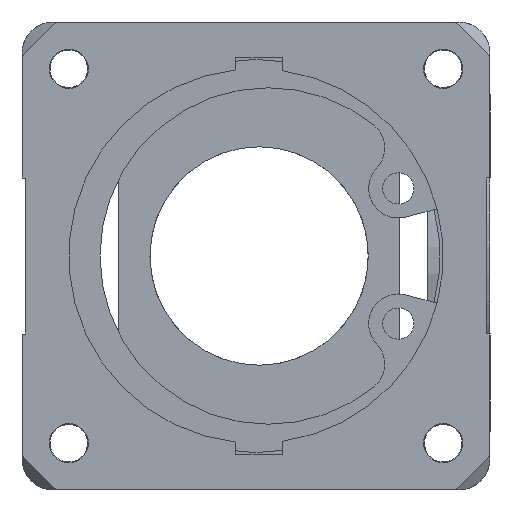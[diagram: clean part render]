
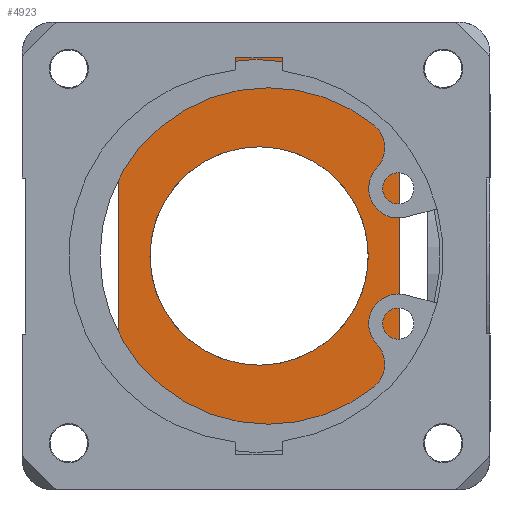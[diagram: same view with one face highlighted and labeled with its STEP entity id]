
A CAD part, left-side view. The second image highlights one B-rep face of the part: STEP entity #4923.
In plain terms, the highlighted planar face has unit normal (-1, 0, 0).
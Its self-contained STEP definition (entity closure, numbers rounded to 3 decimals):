
#1 = ORIENTED_EDGE ( 'NONE', *, *, #10524, .F. ) ;
#270 = VERTEX_POINT ( 'NONE', #9518 ) ;
#380 = DIRECTION ( 'NONE',  ( 0., 0., 1. ) ) ;
#403 = ORIENTED_EDGE ( 'NONE', *, *, #7727, .F. ) ;
#428 = CARTESIAN_POINT ( 'NONE',  ( -21.5, -9.2, -5.879 ) ) ;
#454 = VERTEX_POINT ( 'NONE', #12507 ) ;
#530 = AXIS2_PLACEMENT_3D ( 'NONE', #4409, #5280, #1203 ) ;
#653 = ORIENTED_EDGE ( 'NONE', *, *, #1001, .F. ) ;
#808 = VERTEX_POINT ( 'NONE', #6451 ) ;
#1001 = EDGE_CURVE ( 'NONE', #9161, #5492, #2221, .T. ) ;
#1085 = EDGE_CURVE ( 'NONE', #3630, #7224, #8496, .T. ) ;
#1111 = AXIS2_PLACEMENT_3D ( 'NONE', #12298, #9522, #380 ) ;
#1193 = CARTESIAN_POINT ( 'NONE',  ( -21.5, -0.2, 0. ) ) ;
#1203 = DIRECTION ( 'NONE',  ( 0., 0., 1. ) ) ;
#1247 = DIRECTION ( 'NONE',  ( 1., 0., 0. ) ) ;
#1333 = DIRECTION ( 'NONE',  ( 1., 0., 0. ) ) ;
#1381 = CIRCLE ( 'NONE', #6923, 3. ) ;
#1554 = CARTESIAN_POINT ( 'NONE',  ( -21.5, 1.3, 11.301 ) ) ;
#1651 = ORIENTED_EDGE ( 'NONE', *, *, #6560, .F. ) ;
#1664 = CARTESIAN_POINT ( 'NONE',  ( -21.5, -9.2, 5.879 ) ) ;
#1723 = CARTESIAN_POINT ( 'NONE',  ( -21.5, -0.2, 0. ) ) ;
#1785 = EDGE_CURVE ( 'NONE', #8845, #808, #3803, .T. ) ;
#1897 = DIRECTION ( 'NONE',  ( 0., 0., 1. ) ) ;
#1967 = DIRECTION ( 'NONE',  ( 0., 0., 1. ) ) ;
#1977 = VERTEX_POINT ( 'NONE', #12923 ) ;
#2023 = EDGE_LOOP ( 'NONE', ( #13041, #403, #653, #2958, #1, #4390, #3521, #3363, #1651, #2244, #7220, #3844, #2179 ) ) ;
#2179 = ORIENTED_EDGE ( 'NONE', *, *, #8922, .F. ) ;
#2221 = CIRCLE ( 'NONE', #6886, 11.4 ) ;
#2244 = ORIENTED_EDGE ( 'NONE', *, *, #1085, .F. ) ;
#2260 = CARTESIAN_POINT ( 'NONE',  ( -21.5, -0.2, 7. ) ) ;
#2347 = CARTESIAN_POINT ( 'NONE',  ( -21.5, -6.2, -5.879 ) ) ;
#2378 = CARTESIAN_POINT ( 'NONE',  ( -21.5, 5.8, 5.879 ) ) ;
#2474 = CARTESIAN_POINT ( 'NONE',  ( -21.5, -0.2, 0. ) ) ;
#2809 = EDGE_CURVE ( 'NONE', #808, #1977, #3545, .T. ) ;
#2856 = VECTOR ( 'NONE', #4493, 1000. ) ;
#2862 = VECTOR ( 'NONE', #1967, 1000. ) ;
#2881 = CIRCLE ( 'NONE', #12650, 3. ) ;
#2958 = ORIENTED_EDGE ( 'NONE', *, *, #3870, .F. ) ;
#3026 = CARTESIAN_POINT ( 'NONE',  ( -21.5, -0.2, 0. ) ) ;
#3058 = VERTEX_POINT ( 'NONE', #2260 ) ;
#3196 = VERTEX_POINT ( 'NONE', #7484 ) ;
#3363 = ORIENTED_EDGE ( 'NONE', *, *, #1785, .F. ) ;
#3427 = CARTESIAN_POINT ( 'NONE',  ( -21.5, -8.343, -7.978 ) ) ;
#3521 = ORIENTED_EDGE ( 'NONE', *, *, #2809, .F. ) ;
#3545 = CIRCLE ( 'NONE', #10967, 11.4 ) ;
#3630 = VERTEX_POINT ( 'NONE', #1664 ) ;
#3648 = EDGE_CURVE ( 'NONE', #10755, #3058, #11949, .T. ) ;
#3732 = VECTOR ( 'NONE', #9697, 1000. ) ;
#3795 = DIRECTION ( 'NONE',  ( 0., 0., 1. ) ) ;
#3803 = CIRCLE ( 'NONE', #10364, 11.4 ) ;
#3834 = FACE_OUTER_BOUND ( 'NONE', #2023, .T. ) ;
#3844 = ORIENTED_EDGE ( 'NONE', *, *, #9093, .F. ) ;
#3856 = DIRECTION ( 'NONE',  ( 1., 0., 0. ) ) ;
#3859 = DIRECTION ( 'NONE',  ( 1., 0., 0. ) ) ;
#3870 = EDGE_CURVE ( 'NONE', #270, #9161, #13003, .T. ) ;
#3931 = ORIENTED_EDGE ( 'NONE', *, *, #11920, .T. ) ;
#4065 = CARTESIAN_POINT ( 'NONE',  ( -21.5, -0.2, 12.7 ) ) ;
#4367 = VERTEX_POINT ( 'NONE', #9065 ) ;
#4390 = ORIENTED_EDGE ( 'NONE', *, *, #4990, .F. ) ;
#4409 = CARTESIAN_POINT ( 'NONE',  ( -21.5, -0.2, 0. ) ) ;
#4493 = DIRECTION ( 'NONE',  ( 0., 0., -1. ) ) ;
#4496 = AXIS2_PLACEMENT_3D ( 'NONE', #1723, #3859, #10975 ) ;
#4867 = CARTESIAN_POINT ( 'NONE',  ( -21.5, -6.2, 5.879 ) ) ;
#4890 = DIRECTION ( 'NONE',  ( 1., 0., 0. ) ) ;
#4923 = ADVANCED_FACE ( 'NONE', ( #3834, #10016 ), #6093, .F. ) ;
#4990 = EDGE_CURVE ( 'NONE', #1977, #454, #2881, .T. ) ;
#5199 = AXIS2_PLACEMENT_3D ( 'NONE', #3026, #4890, #8899 ) ;
#5238 = VECTOR ( 'NONE', #9126, 1000. ) ;
#5280 = DIRECTION ( 'NONE',  ( 1., 0., 0. ) ) ;
#5335 = EDGE_CURVE ( 'NONE', #9709, #3630, #1381, .T. ) ;
#5492 = VERTEX_POINT ( 'NONE', #1554 ) ;
#5657 = VECTOR ( 'NONE', #9946, 1000. ) ;
#5874 = CIRCLE ( 'NONE', #10971, 3. ) ;
#5967 = CARTESIAN_POINT ( 'NONE',  ( -21.5, -0.2, 0. ) ) ;
#6093 = PLANE ( 'NONE',  #5199 ) ;
#6212 = CARTESIAN_POINT ( 'NONE',  ( -21.5, 1.3, 12.7 ) ) ;
#6389 = CARTESIAN_POINT ( 'NONE',  ( -21.5, -1.7, 11.301 ) ) ;
#6451 = CARTESIAN_POINT ( 'NONE',  ( -21.5, -0.2, -11.4 ) ) ;
#6560 = EDGE_CURVE ( 'NONE', #7224, #8845, #5874, .T. ) ;
#6584 = CARTESIAN_POINT ( 'NONE',  ( -21.5, -9.2, -5.879 ) ) ;
#6886 = AXIS2_PLACEMENT_3D ( 'NONE', #5967, #3856, #3795 ) ;
#6923 = AXIS2_PLACEMENT_3D ( 'NONE', #4867, #12976, #8930 ) ;
#7168 = EDGE_CURVE ( 'NONE', #3196, #4367, #9318, .T. ) ;
#7220 = ORIENTED_EDGE ( 'NONE', *, *, #5335, .F. ) ;
#7224 = VERTEX_POINT ( 'NONE', #6584 ) ;
#7262 = AXIS2_PLACEMENT_3D ( 'NONE', #2378, #7425, #11496 ) ;
#7282 = CARTESIAN_POINT ( 'NONE',  ( -21.5, -8.343, 7.978 ) ) ;
#7416 = EDGE_LOOP ( 'NONE', ( #11668, #3931 ) ) ;
#7425 = DIRECTION ( 'NONE',  ( 1., 0., 0. ) ) ;
#7484 = CARTESIAN_POINT ( 'NONE',  ( -21.5, 1.3, 12.7 ) ) ;
#7486 = CIRCLE ( 'NONE', #1111, 7. ) ;
#7658 = DIRECTION ( 'NONE',  ( 0., 0., 1. ) ) ;
#7727 = EDGE_CURVE ( 'NONE', #5492, #3196, #11280, .T. ) ;
#8104 = VERTEX_POINT ( 'NONE', #6389 ) ;
#8496 = LINE ( 'NONE', #428, #2856 ) ;
#8806 = CARTESIAN_POINT ( 'NONE',  ( -21.5, -1.7, 12.7 ) ) ;
#8845 = VERTEX_POINT ( 'NONE', #3427 ) ;
#8899 = DIRECTION ( 'NONE',  ( 0., 0., 1. ) ) ;
#8922 = EDGE_CURVE ( 'NONE', #4367, #8104, #9680, .T. ) ;
#8930 = DIRECTION ( 'NONE',  ( 0., 0., 1. ) ) ;
#9065 = CARTESIAN_POINT ( 'NONE',  ( -21.5, -1.7, 12.7 ) ) ;
#9093 = EDGE_CURVE ( 'NONE', #8104, #9709, #11811, .T. ) ;
#9126 = DIRECTION ( 'NONE',  ( 0., -1., 0. ) ) ;
#9161 = VERTEX_POINT ( 'NONE', #9659 ) ;
#9318 = LINE ( 'NONE', #4065, #5238 ) ;
#9488 = DIRECTION ( 'NONE',  ( 0., 0., -1. ) ) ;
#9518 = CARTESIAN_POINT ( 'NONE',  ( -21.5, 8.8, 5.879 ) ) ;
#9522 = DIRECTION ( 'NONE',  ( 1., 0., 0. ) ) ;
#9659 = CARTESIAN_POINT ( 'NONE',  ( -21.5, 7.943, 7.978 ) ) ;
#9677 = CARTESIAN_POINT ( 'NONE',  ( -21.5, -0.2, -7. ) ) ;
#9680 = LINE ( 'NONE', #8806, #5657 ) ;
#9697 = DIRECTION ( 'NONE',  ( 0., 0., 1. ) ) ;
#9709 = VERTEX_POINT ( 'NONE', #7282 ) ;
#9946 = DIRECTION ( 'NONE',  ( 0., 0., -1. ) ) ;
#10016 = FACE_BOUND ( 'NONE', #7416, .T. ) ;
#10235 = DIRECTION ( 'NONE',  ( 0., 0., 1. ) ) ;
#10364 = AXIS2_PLACEMENT_3D ( 'NONE', #2474, #10568, #7658 ) ;
#10447 = CARTESIAN_POINT ( 'NONE',  ( -21.5, 5.8, -5.879 ) ) ;
#10524 = EDGE_CURVE ( 'NONE', #454, #270, #12609, .T. ) ;
#10568 = DIRECTION ( 'NONE',  ( 1., 0., 0. ) ) ;
#10755 = VERTEX_POINT ( 'NONE', #9677 ) ;
#10967 = AXIS2_PLACEMENT_3D ( 'NONE', #1193, #1247, #10235 ) ;
#10971 = AXIS2_PLACEMENT_3D ( 'NONE', #2347, #11003, #1897 ) ;
#10975 = DIRECTION ( 'NONE',  ( 0., 0., 1. ) ) ;
#11003 = DIRECTION ( 'NONE',  ( 1., 0., 0. ) ) ;
#11280 = LINE ( 'NONE', #6212, #2862 ) ;
#11496 = DIRECTION ( 'NONE',  ( 0., 0., -1. ) ) ;
#11668 = ORIENTED_EDGE ( 'NONE', *, *, #3648, .T. ) ;
#11747 = CARTESIAN_POINT ( 'NONE',  ( -21.5, 8.8, -5.879 ) ) ;
#11811 = CIRCLE ( 'NONE', #530, 11.4 ) ;
#11920 = EDGE_CURVE ( 'NONE', #3058, #10755, #7486, .T. ) ;
#11949 = CIRCLE ( 'NONE', #4496, 7. ) ;
#12298 = CARTESIAN_POINT ( 'NONE',  ( -21.5, -0.2, 0. ) ) ;
#12507 = CARTESIAN_POINT ( 'NONE',  ( -21.5, 8.8, -5.879 ) ) ;
#12609 = LINE ( 'NONE', #11747, #3732 ) ;
#12650 = AXIS2_PLACEMENT_3D ( 'NONE', #10447, #1333, #9488 ) ;
#12923 = CARTESIAN_POINT ( 'NONE',  ( -21.5, 7.943, -7.978 ) ) ;
#12976 = DIRECTION ( 'NONE',  ( 1., 0., 0. ) ) ;
#13003 = CIRCLE ( 'NONE', #7262, 3. ) ;
#13041 = ORIENTED_EDGE ( 'NONE', *, *, #7168, .F. ) ;
